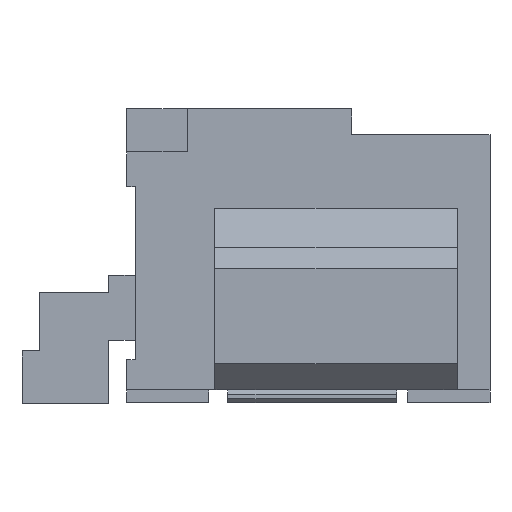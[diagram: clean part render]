
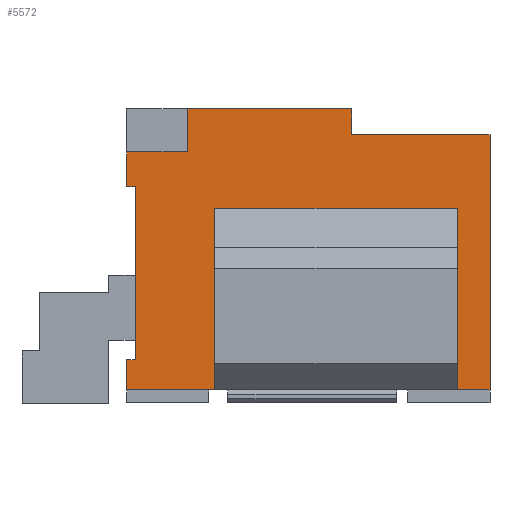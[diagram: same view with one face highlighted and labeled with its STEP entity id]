
A CAD part, left-side view. The second image highlights one B-rep face of the part: STEP entity #5572.
In plain terms, the highlighted planar face has unit normal (-1, 0, 0).
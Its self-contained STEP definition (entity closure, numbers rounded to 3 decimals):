
#866=ORIENTED_EDGE('',*,*,#1365,.F.);
#867=ORIENTED_EDGE('',*,*,#1589,.T.);
#868=ORIENTED_EDGE('',*,*,#1572,.F.);
#869=ORIENTED_EDGE('',*,*,#1557,.F.);
#870=ORIENTED_EDGE('',*,*,#1526,.T.);
#871=ORIENTED_EDGE('',*,*,#1516,.F.);
#872=ORIENTED_EDGE('',*,*,#1512,.T.);
#873=ORIENTED_EDGE('',*,*,#1529,.T.);
#874=ORIENTED_EDGE('',*,*,#1450,.F.);
#875=ORIENTED_EDGE('',*,*,#1530,.F.);
#876=ORIENTED_EDGE('',*,*,#1454,.F.);
#877=ORIENTED_EDGE('',*,*,#1657,.T.);
#878=ORIENTED_EDGE('',*,*,#1372,.F.);
#879=ORIENTED_EDGE('',*,*,#1548,.T.);
#880=ORIENTED_EDGE('',*,*,#1546,.T.);
#881=ORIENTED_EDGE('',*,*,#1417,.T.);
#1365=EDGE_CURVE('',#1897,#1898,#2325,.T.);
#1372=EDGE_CURVE('',#1904,#1905,#2332,.T.);
#1417=EDGE_CURVE('',#1943,#1898,#2377,.T.);
#1450=EDGE_CURVE('',#1963,#1964,#2410,.T.);
#1454=EDGE_CURVE('',#1967,#1968,#2414,.T.);
#1512=EDGE_CURVE('',#2012,#2011,#2472,.T.);
#1516=EDGE_CURVE('',#2012,#2015,#2476,.T.);
#1526=EDGE_CURVE('',#2016,#2015,#2486,.T.);
#1529=EDGE_CURVE('',#2011,#1964,#2489,.T.);
#1530=EDGE_CURVE('',#1968,#1963,#2490,.T.);
#1546=EDGE_CURVE('',#2025,#1943,#2506,.T.);
#1548=EDGE_CURVE('',#1904,#2025,#2508,.T.);
#1557=EDGE_CURVE('',#2016,#2031,#2517,.T.);
#1572=EDGE_CURVE('',#2031,#2041,#2532,.T.);
#1589=EDGE_CURVE('',#1897,#2041,#2549,.T.);
#1657=EDGE_CURVE('',#1967,#1905,#2617,.T.);
#1897=VERTEX_POINT('',#7226);
#1898=VERTEX_POINT('',#7228);
#1904=VERTEX_POINT('',#7240);
#1905=VERTEX_POINT('',#7242);
#1943=VERTEX_POINT('',#7335);
#1963=VERTEX_POINT('',#7400);
#1964=VERTEX_POINT('',#7401);
#1967=VERTEX_POINT('',#7409);
#1968=VERTEX_POINT('',#7410);
#2011=VERTEX_POINT('',#7530);
#2012=VERTEX_POINT('',#7532);
#2015=VERTEX_POINT('',#7540);
#2016=VERTEX_POINT('',#7544);
#2025=VERTEX_POINT('',#7587);
#2031=VERTEX_POINT('',#7611);
#2041=VERTEX_POINT('',#7641);
#2325=LINE('',#7227,#2905);
#2332=LINE('',#7241,#2912);
#2377=LINE('',#7334,#2957);
#2410=LINE('',#7399,#2990);
#2414=LINE('',#7408,#2994);
#2472=LINE('',#7531,#3052);
#2476=LINE('',#7539,#3056);
#2486=LINE('',#7554,#3066);
#2489=LINE('',#7559,#3069);
#2490=LINE('',#7561,#3070);
#2506=LINE('',#7590,#3086);
#2508=LINE('',#7594,#3088);
#2517=LINE('',#7610,#3097);
#2532=LINE('',#7640,#3112);
#2549=LINE('',#7673,#3129);
#2617=LINE('',#7804,#3197);
#2905=VECTOR('',#6147,1000.);
#2912=VECTOR('',#6154,1000.);
#2957=VECTOR('',#6219,1000.);
#2990=VECTOR('',#6276,1000.);
#2994=VECTOR('',#6282,1000.);
#3052=VECTOR('',#6380,1000.);
#3056=VECTOR('',#6386,1000.);
#3066=VECTOR('',#6398,1000.);
#3069=VECTOR('',#6405,1000.);
#3070=VECTOR('',#6408,1000.);
#3086=VECTOR('',#6434,1000.);
#3088=VECTOR('',#6440,1000.);
#3097=VECTOR('',#6455,1000.);
#3112=VECTOR('',#6480,1000.);
#3129=VECTOR('',#6511,1000.);
#3197=VECTOR('',#6627,1000.);
#3462=EDGE_LOOP('',(#866,#867,#868,#869,#870,#871,#872,#873,#874,#875,#876,
#877,#878,#879,#880,#881));
#3680=FACE_BOUND('',#3462,.T.);
#3890=PLANE('',#5789);
#5572=ADVANCED_FACE('',(#3680),#3890,.T.);
#5789=AXIS2_PLACEMENT_3D('',#7803,#6625,#6626);
#6147=DIRECTION('',(0.,1.,0.));
#6154=DIRECTION('',(0.,1.,0.));
#6219=DIRECTION('',(0.,0.,-1.));
#6276=DIRECTION('',(0.,1.,0.));
#6282=DIRECTION('',(0.,-1.,0.));
#6380=DIRECTION('',(0.,1.,0.));
#6386=DIRECTION('',(0.,0.,1.));
#6398=DIRECTION('',(0.,1.,0.));
#6405=DIRECTION('',(0.,0.,-1.));
#6408=DIRECTION('',(0.,0.,1.));
#6434=DIRECTION('',(0.,-1.,0.));
#6440=DIRECTION('',(0.,0.,1.));
#6455=DIRECTION('',(0.,0.,-1.));
#6480=DIRECTION('',(0.,-1.,0.));
#6511=DIRECTION('',(0.,0.,1.));
#6625=DIRECTION('',(-1.,0.,0.));
#6626=DIRECTION('',(0.,0.,1.));
#6627=DIRECTION('',(0.,0.,-1.));
#7226=CARTESIAN_POINT('',(-3.375,-2.1,-1.55));
#7227=CARTESIAN_POINT('',(-3.375,0.,-1.55));
#7228=CARTESIAN_POINT('',(-3.375,-1.72,-1.55));
#7240=CARTESIAN_POINT('',(-3.375,1.08,-1.55));
#7241=CARTESIAN_POINT('',(-3.375,0.,-1.55));
#7242=CARTESIAN_POINT('',(-3.375,2.1,-1.55));
#7334=CARTESIAN_POINT('',(-3.375,-1.72,0.1));
#7335=CARTESIAN_POINT('',(-3.375,-1.72,0.55));
#7399=CARTESIAN_POINT('',(-3.375,0.,0.8));
#7400=CARTESIAN_POINT('',(-3.375,2.,0.8));
#7401=CARTESIAN_POINT('',(-3.375,2.1,0.8));
#7408=CARTESIAN_POINT('',(-3.375,0.,-1.2));
#7409=CARTESIAN_POINT('',(-3.375,2.1,-1.2));
#7410=CARTESIAN_POINT('',(-3.375,2.,-1.2));
#7530=CARTESIAN_POINT('',(-3.375,2.1,1.2));
#7531=CARTESIAN_POINT('',(-3.375,1.4,1.2));
#7532=CARTESIAN_POINT('',(-3.375,1.4,1.2));
#7539=CARTESIAN_POINT('',(-3.375,1.4,1.2));
#7540=CARTESIAN_POINT('',(-3.375,1.4,1.7));
#7544=CARTESIAN_POINT('',(-3.375,-0.5,1.7));
#7554=CARTESIAN_POINT('',(-3.375,-2.1,1.7));
#7559=CARTESIAN_POINT('',(-3.375,2.1,1.7));
#7561=CARTESIAN_POINT('',(-3.375,2.,0.));
#7587=CARTESIAN_POINT('',(-3.375,1.08,0.55));
#7590=CARTESIAN_POINT('',(-3.375,-1.72,0.55));
#7594=CARTESIAN_POINT('',(-3.375,1.08,-1.7));
#7610=CARTESIAN_POINT('',(-3.375,-0.5,0.));
#7611=CARTESIAN_POINT('',(-3.375,-0.5,1.4));
#7640=CARTESIAN_POINT('',(-3.375,0.,1.4));
#7641=CARTESIAN_POINT('',(-3.375,-2.1,1.4));
#7673=CARTESIAN_POINT('',(-3.375,-2.1,-1.7));
#7803=CARTESIAN_POINT('',(-3.375,0.,0.));
#7804=CARTESIAN_POINT('',(-3.375,2.1,1.7));
